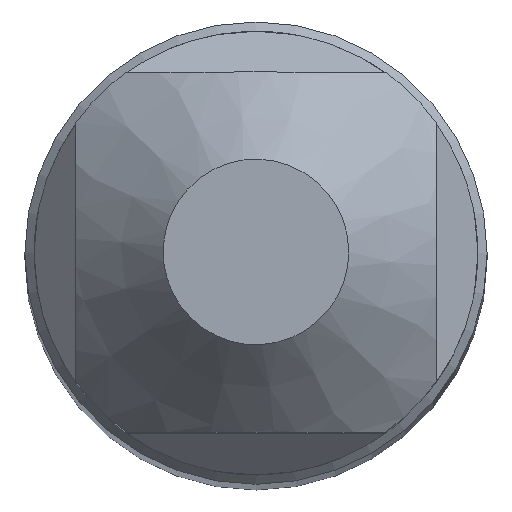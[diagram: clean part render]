
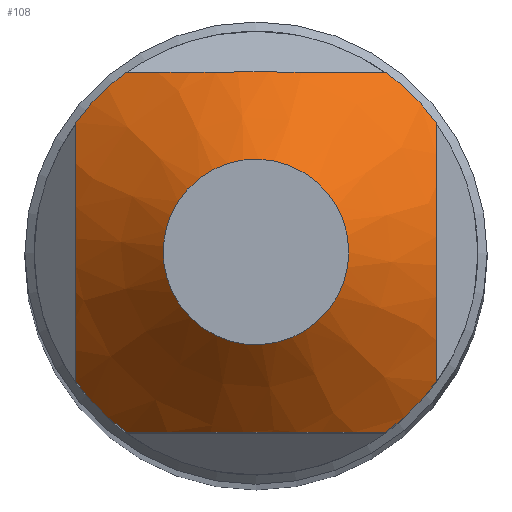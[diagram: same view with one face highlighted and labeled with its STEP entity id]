
A CAD part, top view. The second image highlights one B-rep face of the part: STEP entity #108.
In plain terms, the highlighted conical face has half-angle 45 degrees and reference radius 0.719 mm.
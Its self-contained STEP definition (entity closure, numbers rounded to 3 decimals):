
#42=CONICAL_SURFACE('',#383,0.719,45.);
#108=ADVANCED_FACE('',(#128,#129),#42,.T.);
#128=FACE_BOUND('',#153,.T.);
#129=FACE_BOUND('',#154,.T.);
#153=EDGE_LOOP('',(#195));
#154=EDGE_LOOP('',(#196,#197,#198,#199,#200,#201,#202,#203));
#195=ORIENTED_EDGE('',*,*,#270,.F.);
#196=ORIENTED_EDGE('',*,*,#286,.T.);
#197=ORIENTED_EDGE('',*,*,#287,.T.);
#198=ORIENTED_EDGE('',*,*,#288,.T.);
#199=ORIENTED_EDGE('',*,*,#274,.T.);
#200=ORIENTED_EDGE('',*,*,#289,.T.);
#201=ORIENTED_EDGE('',*,*,#279,.T.);
#202=ORIENTED_EDGE('',*,*,#290,.T.);
#203=ORIENTED_EDGE('',*,*,#284,.T.);
#244=VERTEX_POINT('',#536);
#247=VERTEX_POINT('',#544);
#248=VERTEX_POINT('',#551);
#251=VERTEX_POINT('',#560);
#252=VERTEX_POINT('',#567);
#255=VERTEX_POINT('',#576);
#256=VERTEX_POINT('',#583);
#257=VERTEX_POINT('',#587);
#258=VERTEX_POINT('',#594);
#270=EDGE_CURVE('',#244,#244,#304,.T.);
#274=EDGE_CURVE('',#248,#247,#323,.T.);
#279=EDGE_CURVE('',#252,#251,#324,.T.);
#284=EDGE_CURVE('',#256,#255,#325,.T.);
#286=EDGE_CURVE('',#255,#257,#305,.T.);
#287=EDGE_CURVE('',#257,#258,#326,.T.);
#288=EDGE_CURVE('',#258,#248,#306,.T.);
#289=EDGE_CURVE('',#247,#252,#307,.T.);
#290=EDGE_CURVE('',#251,#256,#308,.T.);
#304=CIRCLE('',#368,0.719);
#305=CIRCLE('',#379,1.719);
#306=CIRCLE('',#380,1.719);
#307=CIRCLE('',#381,1.719);
#308=CIRCLE('',#382,1.719);
#323=B_SPLINE_CURVE_WITH_KNOTS('',3,(#545,#546,#547,#548,#549,#550),
 .UNSPECIFIED.,.F.,.F.,(4,2,4),(0.,0.5,1.),.UNSPECIFIED.);
#324=B_SPLINE_CURVE_WITH_KNOTS('',3,(#561,#562,#563,#564,#565,#566),
 .UNSPECIFIED.,.F.,.F.,(4,2,4),(0.,0.5,1.),.UNSPECIFIED.);
#325=B_SPLINE_CURVE_WITH_KNOTS('',3,(#577,#578,#579,#580,#581,#582),
 .UNSPECIFIED.,.F.,.F.,(4,2,4),(0.,0.5,1.),.UNSPECIFIED.);
#326=B_SPLINE_CURVE_WITH_KNOTS('',3,(#588,#589,#590,#591,#592,#593),
 .UNSPECIFIED.,.F.,.F.,(4,2,4),(0.,0.5,1.),.UNSPECIFIED.);
#368=AXIS2_PLACEMENT_3D('',#535,#421,#422);
#379=AXIS2_PLACEMENT_3D('',#586,#452,#453);
#380=AXIS2_PLACEMENT_3D('',#595,#454,#455);
#381=AXIS2_PLACEMENT_3D('',#596,#456,#457);
#382=AXIS2_PLACEMENT_3D('',#597,#458,#459);
#383=AXIS2_PLACEMENT_3D('',#598,#460,#461);
#421=DIRECTION('',(0.,0.,1.));
#422=DIRECTION('',(1.,0.,0.));
#452=DIRECTION('',(0.,0.,1.));
#453=DIRECTION('',(-1.,0.,0.));
#454=DIRECTION('',(0.,0.,1.));
#455=DIRECTION('',(-1.,0.,0.));
#456=DIRECTION('',(0.,0.,1.));
#457=DIRECTION('',(-1.,0.,0.));
#458=DIRECTION('',(0.,0.,1.));
#459=DIRECTION('',(-1.,0.,0.));
#460=DIRECTION('',(0.,0.,-1.));
#461=DIRECTION('',(-1.,0.,0.));
#535=CARTESIAN_POINT('',(0.,0.,0.));
#536=CARTESIAN_POINT('',(0.719,0.,0.));
#544=CARTESIAN_POINT('',(-1.004,1.395,-1.));
#545=CARTESIAN_POINT('',(1.004,1.395,-1.));
#546=CARTESIAN_POINT('',(0.697,1.395,-0.82));
#547=CARTESIAN_POINT('',(0.355,1.395,-0.676));
#548=CARTESIAN_POINT('',(-0.354,1.395,-0.676));
#549=CARTESIAN_POINT('',(-0.698,1.395,-0.821));
#550=CARTESIAN_POINT('',(-1.004,1.395,-1.));
#551=CARTESIAN_POINT('',(1.004,1.395,-1.));
#560=CARTESIAN_POINT('',(-1.395,-1.004,-1.));
#561=CARTESIAN_POINT('',(-1.395,1.004,-1.));
#562=CARTESIAN_POINT('',(-1.395,0.698,-0.821));
#563=CARTESIAN_POINT('',(-1.395,0.354,-0.676));
#564=CARTESIAN_POINT('',(-1.395,-0.355,-0.676));
#565=CARTESIAN_POINT('',(-1.395,-0.697,-0.82));
#566=CARTESIAN_POINT('',(-1.395,-1.004,-1.));
#567=CARTESIAN_POINT('',(-1.395,1.004,-1.));
#576=CARTESIAN_POINT('',(1.004,-1.395,-1.));
#577=CARTESIAN_POINT('',(-1.004,-1.395,-1.));
#578=CARTESIAN_POINT('',(-0.698,-1.395,-0.821));
#579=CARTESIAN_POINT('',(-0.354,-1.395,-0.676));
#580=CARTESIAN_POINT('',(0.355,-1.395,-0.676));
#581=CARTESIAN_POINT('',(0.697,-1.395,-0.82));
#582=CARTESIAN_POINT('',(1.004,-1.395,-1.));
#583=CARTESIAN_POINT('',(-1.004,-1.395,-1.));
#586=CARTESIAN_POINT('',(0.,0.,-1.));
#587=CARTESIAN_POINT('',(1.395,-1.004,-1.));
#588=CARTESIAN_POINT('',(1.395,-1.004,-1.));
#589=CARTESIAN_POINT('',(1.395,-0.697,-0.82));
#590=CARTESIAN_POINT('',(1.395,-0.355,-0.676));
#591=CARTESIAN_POINT('',(1.395,0.354,-0.676));
#592=CARTESIAN_POINT('',(1.395,0.698,-0.821));
#593=CARTESIAN_POINT('',(1.395,1.004,-1.));
#594=CARTESIAN_POINT('',(1.395,1.004,-1.));
#595=CARTESIAN_POINT('',(0.,0.,-1.));
#596=CARTESIAN_POINT('',(0.,0.,-1.));
#597=CARTESIAN_POINT('',(0.,0.,-1.));
#598=CARTESIAN_POINT('',(0.,0.,0.));
